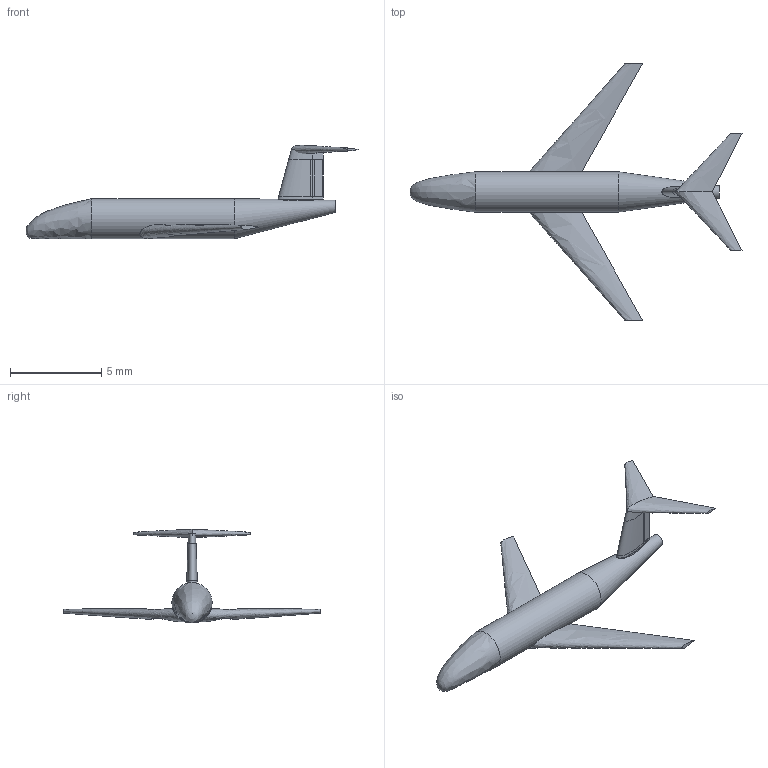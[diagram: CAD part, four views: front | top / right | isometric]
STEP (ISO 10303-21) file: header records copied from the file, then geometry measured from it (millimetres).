
FILE_DESCRIPTION(('Open CASCADE Model'),'2;1');
FILE_NAME('Open CASCADE Shape Model','2017-06-15T15:51:05',('Author'),( 'Open CASCADE'),'Open CASCADE STEP processor 6.5','Open CASCADE 6.5' ,'Unknown');
FILE_SCHEMA(('AUTOMOTIVE_DESIGN_CC2 { 1 2 10303 214 -1 1 5 4 }'));
Length unit declared in the file: millimetre
Products named in the file (8): Fit_Piece; Fixed_Fin; Right_Side; Left_Side; Rudder_Skin; fuse_fuselage; wet_wings_left; wet_wings_right
Bounding box: 18.14 x 14 x 5.12 mm (x, y, z)
Volume: 56.2 mm3; surface area: 191 mm2
Topology: 5 solids, 9 shells, 39 faces, 73 edges, 45 vertices
Faces by surface type: bspline 22, plane 13, cylinder 3, extrusion 1
Full cylindrical faces by diameter (mm): 2.2 x1
Entity records: 17985 total; most frequent: CARTESIAN_POINT 16746, B_SPLINE_CURVE_WITH_KNOTS 135, ORIENTED_EDGE 119, PCURVE 119, DEFINITIONAL_REPRESENTATION 119, DIRECTION 94, EDGE_CURVE 72, SURFACE_CURVE 64
